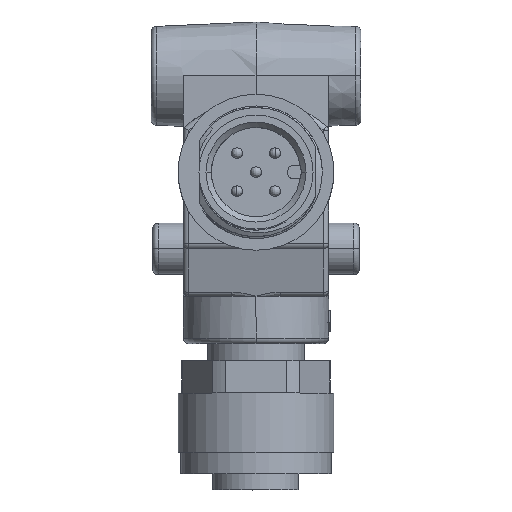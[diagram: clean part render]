
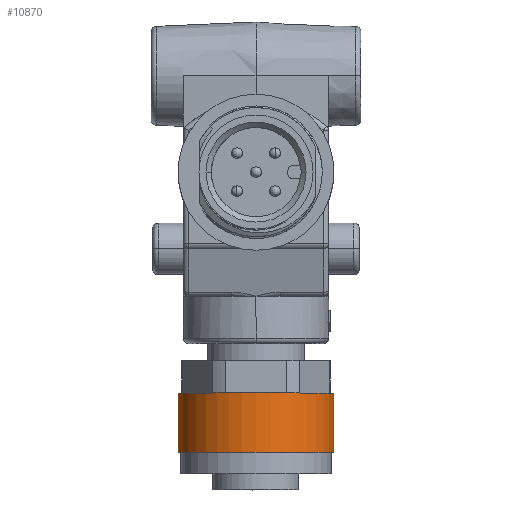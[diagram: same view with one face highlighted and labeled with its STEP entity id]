
A CAD part, top view. The second image highlights one B-rep face of the part: STEP entity #10870.
In plain terms, the highlighted cylindrical face has radius 7.25 mm (diameter 14.5 mm), a partial arc.
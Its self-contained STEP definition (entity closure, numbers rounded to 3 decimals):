
#1010 = EDGE_CURVE ( 'NONE', #6235, #10616, #29281, .T. ) ;
#1560 = EDGE_CURVE ( 'NONE', #6235, #23867, #25483, .T. ) ;
#1764 = CARTESIAN_POINT ( 'NONE',  ( -7.25, -20.5, 0. ) ) ;
#2026 = EDGE_CURVE ( 'NONE', #23867, #5132, #18217, .T. ) ;
#2174 = EDGE_CURVE ( 'NONE', #10616, #5132, #5988, .T. ) ;
#2365 = CARTESIAN_POINT ( 'NONE',  ( -7.25, -26., 0. ) ) ;
#4779 = ORIENTED_EDGE ( 'NONE', *, *, #2174, .F. ) ;
#5132 = VERTEX_POINT ( 'NONE', #1764 ) ;
#5988 = LINE ( 'NONE', #21233, #14255 ) ;
#6235 = VERTEX_POINT ( 'NONE', #23113 ) ;
#8928 = DIRECTION ( 'NONE',  ( -1., 0., 0. ) ) ;
#8965 = DIRECTION ( 'NONE',  ( 0., -1., 0. ) ) ;
#8976 = CARTESIAN_POINT ( 'NONE',  ( 0., -26., 0. ) ) ;
#9134 = AXIS2_PLACEMENT_3D ( 'NONE', #36051, #36086, #36061 ) ;
#9147 = CYLINDRICAL_SURFACE ( 'NONE', #9134, 7.25 ) ;
#10616 = VERTEX_POINT ( 'NONE', #2365 ) ;
#10870 = ADVANCED_FACE ( 'NONE', ( #28452 ), #9147, .T. ) ;
#11886 = EDGE_LOOP ( 'NONE', ( #23106, #32573, #28705, #4779 ) ) ;
#14255 = VECTOR ( 'NONE', #21190, 1000. ) ;
#18217 = CIRCLE ( 'NONE', #32969, 7.25 ) ;
#19512 = CARTESIAN_POINT ( 'NONE',  ( 7.25, -26., 0. ) ) ;
#21190 = DIRECTION ( 'NONE',  ( 0., 1., 0. ) ) ;
#21233 = CARTESIAN_POINT ( 'NONE',  ( -7.25, -26., 0. ) ) ;
#23106 = ORIENTED_EDGE ( 'NONE', *, *, #1010, .F. ) ;
#23113 = CARTESIAN_POINT ( 'NONE',  ( 7.25, -26., 0. ) ) ;
#23867 = VERTEX_POINT ( 'NONE', #36096 ) ;
#25483 = LINE ( 'NONE', #19512, #34462 ) ;
#26021 = AXIS2_PLACEMENT_3D ( 'NONE', #8976, #8965, #8928 ) ;
#28452 = FACE_OUTER_BOUND ( 'NONE', #11886, .T. ) ;
#28702 = DIRECTION ( 'NONE',  ( 0., 1., 0. ) ) ;
#28705 = ORIENTED_EDGE ( 'NONE', *, *, #2026, .T. ) ;
#29281 = CIRCLE ( 'NONE', #26021, 7.25 ) ;
#32573 = ORIENTED_EDGE ( 'NONE', *, *, #1560, .T. ) ;
#32969 = AXIS2_PLACEMENT_3D ( 'NONE', #35045, #35011, #34963 ) ;
#34462 = VECTOR ( 'NONE', #28702, 1000. ) ;
#34963 = DIRECTION ( 'NONE',  ( -1., 0., 0. ) ) ;
#35011 = DIRECTION ( 'NONE',  ( 0., -1., 0. ) ) ;
#35045 = CARTESIAN_POINT ( 'NONE',  ( 0., -20.5, 0. ) ) ;
#36051 = CARTESIAN_POINT ( 'NONE',  ( 0., -26., 0. ) ) ;
#36061 = DIRECTION ( 'NONE',  ( -1., 0., 0. ) ) ;
#36086 = DIRECTION ( 'NONE',  ( 0., 1., 0. ) ) ;
#36096 = CARTESIAN_POINT ( 'NONE',  ( 7.25, -20.5, 0. ) ) ;
